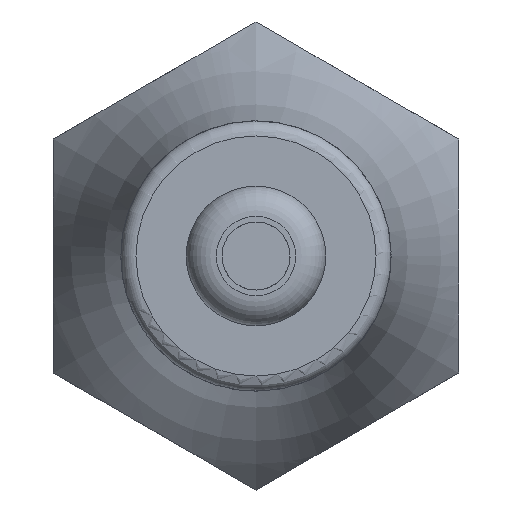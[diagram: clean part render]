
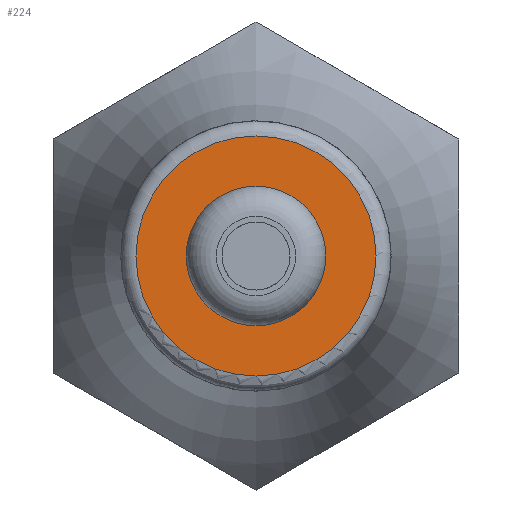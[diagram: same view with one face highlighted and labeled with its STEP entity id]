
A CAD part, front view. The second image highlights one B-rep face of the part: STEP entity #224.
In plain terms, the highlighted planar face has unit normal (0, -1, 0).
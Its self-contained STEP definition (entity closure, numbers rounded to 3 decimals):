
#224 = ADVANCED_FACE( '', ( #516, #517 ), #518, .F. );
#516 = FACE_BOUND( '', #1002, .T. );
#517 = FACE_OUTER_BOUND( '', #1003, .T. );
#518 = PLANE( '', #1004 );
#1002 = EDGE_LOOP( '', ( #1642 ) );
#1003 = EDGE_LOOP( '', ( #1643 ) );
#1004 = AXIS2_PLACEMENT_3D( '', #1644, #1645, #1646 );
#1642 = ORIENTED_EDGE( '', *, *, #1975, .F. );
#1643 = ORIENTED_EDGE( '', *, *, #1845, .T. );
#1644 = CARTESIAN_POINT( '', ( 0., -16.7, 0. ) );
#1645 = DIRECTION( '', ( 0., 1., 0. ) );
#1646 = DIRECTION( '', ( -1., 0., 0. ) );
#1845 = EDGE_CURVE( '', #2065, #2065, #2066, .F. );
#1975 = EDGE_CURVE( '', #2255, #2255, #2256, .T. );
#2065 = VERTEX_POINT( '', #2450 );
#2066 = CIRCLE( '', #2451, 8. );
#2255 = VERTEX_POINT( '', #3091 );
#2256 = CIRCLE( '', #3092, 4.65 );
#2450 = CARTESIAN_POINT( '', ( -8., -16.7, 0. ) );
#2451 = AXIS2_PLACEMENT_3D( '', #3223, #3224, #3225 );
#3091 = CARTESIAN_POINT( '', ( 0., -16.7, -4.65 ) );
#3092 = AXIS2_PLACEMENT_3D( '', #3388, #3389, #3390 );
#3223 = CARTESIAN_POINT( '', ( 0., -16.7, 0. ) );
#3224 = DIRECTION( '', ( 0., 1., 0. ) );
#3225 = DIRECTION( '', ( -1., 0., 0. ) );
#3388 = CARTESIAN_POINT( '', ( 0., -16.7, 0. ) );
#3389 = DIRECTION( '', ( 0., -1., 0. ) );
#3390 = DIRECTION( '', ( 0., 0., -1. ) );
